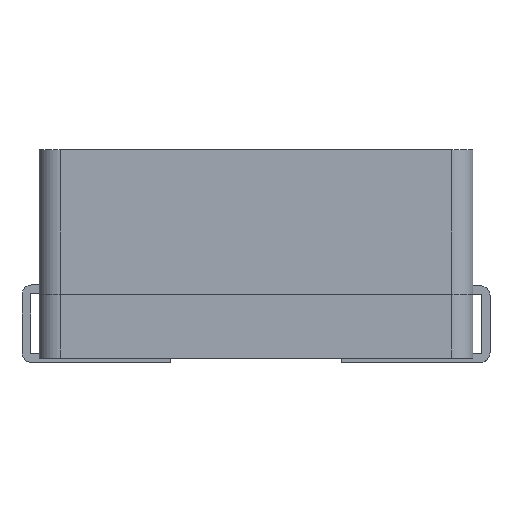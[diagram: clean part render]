
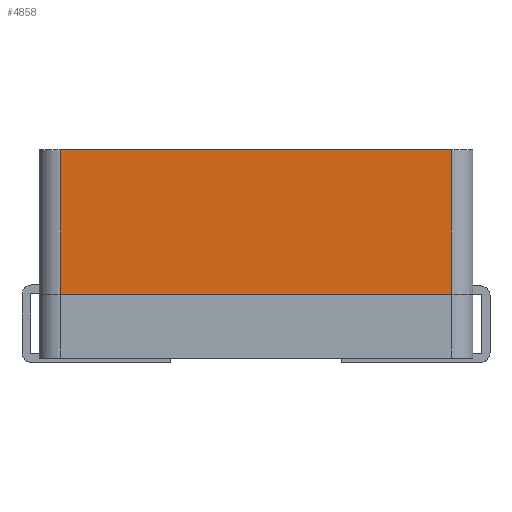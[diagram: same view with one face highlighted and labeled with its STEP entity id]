
A CAD part, front view. The second image highlights one B-rep face of the part: STEP entity #4858.
In plain terms, the highlighted face is planar.
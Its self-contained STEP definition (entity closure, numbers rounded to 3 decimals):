
#1140=ORIENTED_EDGE('',*,*,#2140,.T.);
#1141=ORIENTED_EDGE('',*,*,#2141,.F.);
#1142=ORIENTED_EDGE('',*,*,#2142,.F.);
#1143=ORIENTED_EDGE('',*,*,#2138,.T.);
#2138=EDGE_CURVE('',#2648,#2647,#3195,.T.);
#2140=EDGE_CURVE('',#2647,#2649,#3196,.T.);
#2141=EDGE_CURVE('',#2650,#2649,#3197,.T.);
#2142=EDGE_CURVE('',#2648,#2650,#3198,.T.);
#2647=VERTEX_POINT('',#10576);
#2648=VERTEX_POINT('',#10578);
#2649=VERTEX_POINT('',#10582);
#2650=VERTEX_POINT('',#10584);
#3195=LINE('',#10577,#3759);
#3196=LINE('',#10581,#3760);
#3197=LINE('',#10583,#3761);
#3198=LINE('',#10585,#3762);
#3759=VECTOR('',#7561,1000.);
#3760=VECTOR('',#7566,1000.);
#3761=VECTOR('',#7567,1000.);
#3762=VECTOR('',#7568,1000.);
#4049=EDGE_LOOP('',(#1140,#1141,#1142,#1143));
#4351=FACE_BOUND('',#4049,.T.);
#4606=PLANE('',#6526);
#4858=ADVANCED_FACE('',(#4351),#4606,.F.);
#6526=AXIS2_PLACEMENT_3D('',#10580,#7564,#7565);
#7561=DIRECTION('',(0.,0.,-1.));
#7564=DIRECTION('',(-1.,0.,0.));
#7565=DIRECTION('',(0.,0.,1.));
#7566=DIRECTION('',(0.,1.,0.));
#7567=DIRECTION('',(0.,0.,-1.));
#7568=DIRECTION('',(0.,1.,0.));
#10576=CARTESIAN_POINT('',(5.1,-4.6,0.));
#10577=CARTESIAN_POINT('',(5.1,-4.6,3.4));
#10578=CARTESIAN_POINT('',(5.1,-4.6,3.4));
#10580=CARTESIAN_POINT('',(5.1,-4.6,3.4));
#10581=CARTESIAN_POINT('',(5.1,-4.6,0.));
#10582=CARTESIAN_POINT('',(5.1,4.6,0.));
#10583=CARTESIAN_POINT('',(5.1,4.6,3.4));
#10584=CARTESIAN_POINT('',(5.1,4.6,3.4));
#10585=CARTESIAN_POINT('',(5.1,-4.6,3.4));
